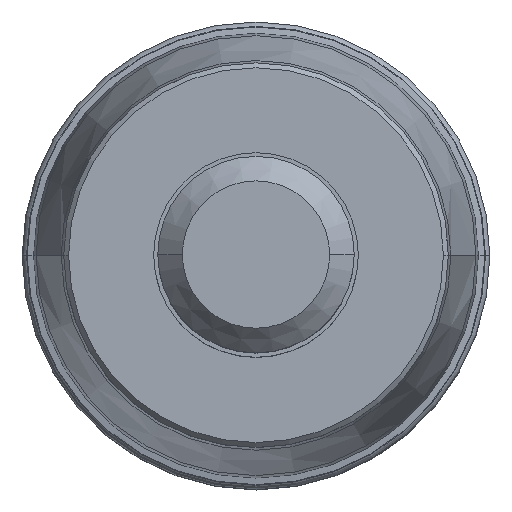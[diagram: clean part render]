
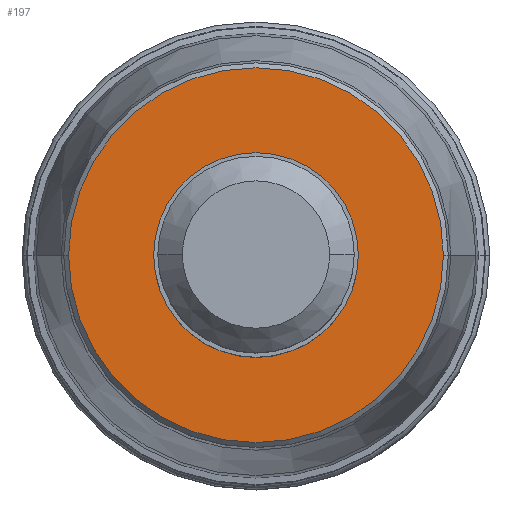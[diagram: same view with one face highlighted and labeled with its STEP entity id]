
A CAD part, top view. The second image highlights one B-rep face of the part: STEP entity #197.
In plain terms, the highlighted planar face has unit normal (0, 0, 1).
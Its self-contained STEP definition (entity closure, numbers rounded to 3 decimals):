
#29=PLANE('',#1620);
#35=FACE_BOUND('',#383,.T.);
#36=FACE_BOUND('',#384,.T.);
#197=ADVANCED_FACE('',(#35,#36),#29,.F.);
#383=EDGE_LOOP('',(#651,#652,#653,#654));
#384=EDGE_LOOP('',(#655,#656));
#651=ORIENTED_EDGE('',*,*,#1030,.T.);
#652=ORIENTED_EDGE('',*,*,#1034,.T.);
#653=ORIENTED_EDGE('',*,*,#1033,.T.);
#654=ORIENTED_EDGE('',*,*,#1031,.T.);
#655=ORIENTED_EDGE('',*,*,#1035,.T.);
#656=ORIENTED_EDGE('',*,*,#1036,.T.);
#868=VERTEX_POINT('',#3416);
#869=VERTEX_POINT('',#3418);
#870=VERTEX_POINT('',#3420);
#871=VERTEX_POINT('',#3424);
#872=VERTEX_POINT('',#3428);
#873=VERTEX_POINT('',#3429);
#1030=EDGE_CURVE('',#869,#868,#1244,.T.);
#1031=EDGE_CURVE('',#870,#869,#1245,.T.);
#1033=EDGE_CURVE('',#871,#870,#1246,.T.);
#1034=EDGE_CURVE('',#868,#871,#1247,.T.);
#1035=EDGE_CURVE('',#872,#873,#1248,.T.);
#1036=EDGE_CURVE('',#873,#872,#1249,.T.);
#1244=CIRCLE('',#1612,11.45);
#1245=CIRCLE('',#1613,11.45);
#1246=CIRCLE('',#1615,11.45);
#1247=CIRCLE('',#1616,11.45);
#1248=CIRCLE('',#1618,6.25);
#1249=CIRCLE('',#1619,6.25);
#1612=AXIS2_PLACEMENT_3D('',#3417,#1968,#1969);
#1613=AXIS2_PLACEMENT_3D('',#3419,#1970,#1971);
#1615=AXIS2_PLACEMENT_3D('',#3423,#1975,#1976);
#1616=AXIS2_PLACEMENT_3D('',#3425,#1977,#1978);
#1618=AXIS2_PLACEMENT_3D('',#3427,#1981,#1982);
#1619=AXIS2_PLACEMENT_3D('',#3430,#1983,#1984);
#1620=AXIS2_PLACEMENT_3D('',#3431,#1985,#1986);
#1968=DIRECTION('',(0.,0.,1.));
#1969=DIRECTION('',(0.,1.,0.));
#1970=DIRECTION('',(0.,0.,1.));
#1971=DIRECTION('',(1.,0.,0.));
#1975=DIRECTION('',(0.,0.,1.));
#1976=DIRECTION('',(0.,-1.,0.));
#1977=DIRECTION('',(0.,0.,1.));
#1978=DIRECTION('',(-1.,0.,0.));
#1981=DIRECTION('',(0.,0.,-1.));
#1982=DIRECTION('',(-1.,0.,0.));
#1983=DIRECTION('',(0.,0.,-1.));
#1984=DIRECTION('',(1.,0.,0.));
#1985=DIRECTION('',(0.,0.,-1.));
#1986=DIRECTION('',(1.,0.,0.));
#3416=CARTESIAN_POINT('',(-11.45,0.,0.));
#3417=CARTESIAN_POINT('',(0.,0.,0.));
#3418=CARTESIAN_POINT('',(0.,11.45,0.));
#3419=CARTESIAN_POINT('',(0.,0.,0.));
#3420=CARTESIAN_POINT('',(11.45,0.,0.));
#3423=CARTESIAN_POINT('',(0.,0.,0.));
#3424=CARTESIAN_POINT('',(0.,-11.45,0.));
#3425=CARTESIAN_POINT('',(0.,0.,0.));
#3427=CARTESIAN_POINT('',(0.,0.,0.));
#3428=CARTESIAN_POINT('',(-6.25,0.,0.));
#3429=CARTESIAN_POINT('',(6.25,0.,0.));
#3430=CARTESIAN_POINT('',(0.,0.,0.));
#3431=CARTESIAN_POINT('',(0.,0.,0.));
